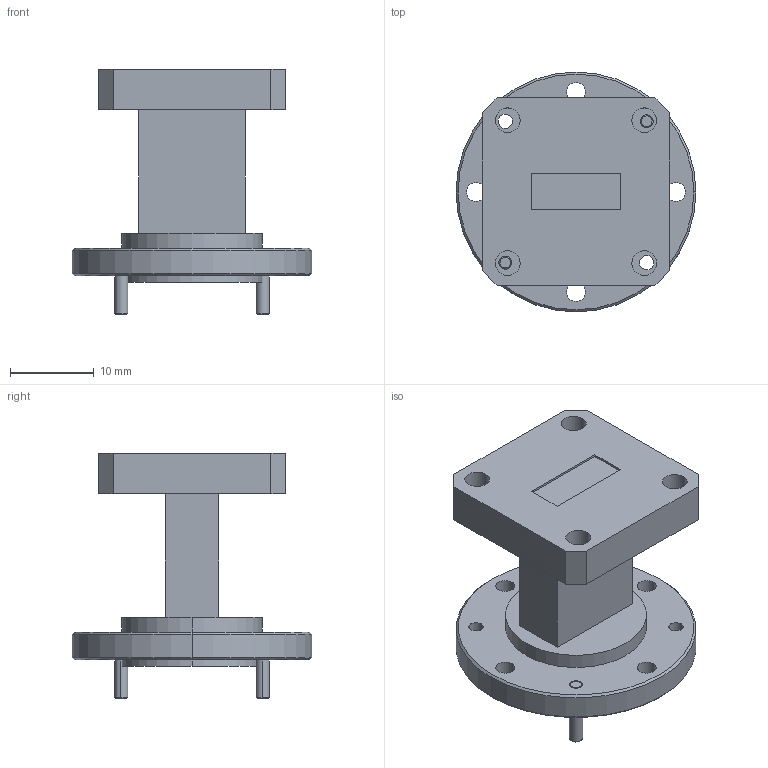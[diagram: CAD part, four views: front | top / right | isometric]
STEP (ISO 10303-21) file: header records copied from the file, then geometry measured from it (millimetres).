
FILE_DESCRIPTION (( 'STEP AP203' ), '1' );
FILE_NAME ('SWR-383595-42-S1.STEP', '2018-11-09T18:06:42', ( '' ), ( '' ), 'SwSTEP 2.0', 'SolidWorks 2016', '' );
FILE_SCHEMA (( 'CONFIG_CONTROL_DESIGN' ));
Length unit declared in the file: inch
Products named in the file (1): SWR-383595-42-S1
Bounding box: 28.57 x 28.57 x 29.27 mm (x, y, z)
Volume: 6021.3 mm3; surface area: 3827.2 mm2
Topology: 3 solids, 3 shells, 98 faces, 226 edges, 144 vertices
Faces by surface type: cylinder 42, plane 36, cone 20
Entity records: 2917 total; most frequent: DIRECTION 528, CARTESIAN_POINT 469, ORIENTED_EDGE 452, EDGE_CURVE 226, AXIS2_PLACEMENT_3D 203, VERTEX_POINT 144, EDGE_LOOP 132, LINE 122
